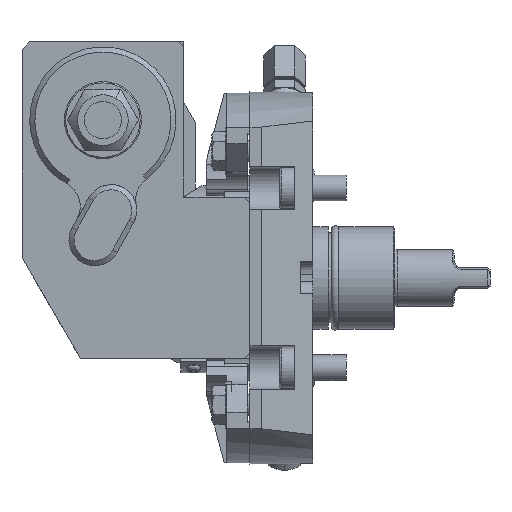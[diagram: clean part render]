
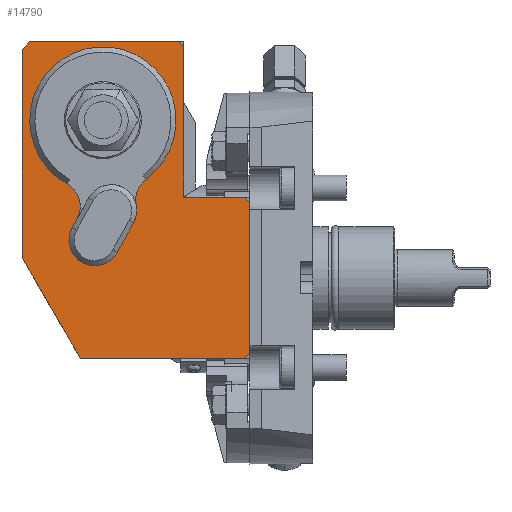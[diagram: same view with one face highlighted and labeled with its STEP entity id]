
A CAD part, front view. The second image highlights one B-rep face of the part: STEP entity #14790.
In plain terms, the highlighted planar face has unit normal (0, -1, 0).
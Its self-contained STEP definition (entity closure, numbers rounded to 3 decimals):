
#725=DIRECTION('',(-0.707,0.,-0.707));
#726=VECTOR('',#725,2.828);
#727=CARTESIAN_POINT('',(-24.5,-95.,-29.5));
#728=LINE('',#727,#726);
#961=DIRECTION('',(0.707,0.,-0.707));
#962=VECTOR('',#961,2.828);
#963=CARTESIAN_POINT('',(-26.5,-95.,31.5));
#964=LINE('',#963,#962);
#969=DIRECTION('',(-0.707,0.,-0.707));
#970=VECTOR('',#969,4.243);
#971=CARTESIAN_POINT('',(-110.216,-95.,91.943));
#972=LINE('',#971,#970);
#973=DIRECTION('',(-1.,0.,0.));
#974=VECTOR('',#973,58.);
#975=CARTESIAN_POINT('',(-52.216,-95.,91.943));
#976=LINE('',#975,#974);
#977=DIRECTION('',(0.,0.,1.));
#978=VECTOR('',#977,58.443);
#979=CARTESIAN_POINT('',(-50.216,-95.,31.5));
#980=LINE('',#979,#978);
#981=DIRECTION('',(-1.,0.,0.));
#982=VECTOR('',#981,23.716);
#983=CARTESIAN_POINT('',(-26.5,-95.,31.5));
#984=LINE('',#983,#982);
#985=DIRECTION('',(0.,0.,1.));
#986=VECTOR('',#985,59.);
#987=CARTESIAN_POINT('',(-24.5,-95.,-29.5));
#988=LINE('',#987,#986);
#989=DIRECTION('',(1.,0.,0.));
#990=VECTOR('',#989,63.911);
#991=CARTESIAN_POINT('',(-90.411,-95.,-31.5));
#992=LINE('',#991,#990);
#993=DIRECTION('',(0.5,0.,-0.866));
#994=VECTOR('',#993,45.611);
#995=CARTESIAN_POINT('',(-113.216,-95.,8.));
#996=LINE('',#995,#994);
#997=DIRECTION('',(0.,0.,-1.));
#998=VECTOR('',#997,80.943);
#999=CARTESIAN_POINT('',(-113.216,-95.,88.943));
#1000=LINE('',#999,#998);
#1001=CARTESIAN_POINT('',(-58.928,-95.,30.412));
#1002=DIRECTION('',(0.,-1.,0.));
#1003=DIRECTION('',(-0.592,0.,0.806));
#1004=AXIS2_PLACEMENT_3D('',#1001,#1002,#1003);
#1006=CARTESIAN_POINT('',(-100.521,-95.,27.848));
#1007=DIRECTION('',(0.,-1.,0.));
#1008=DIRECTION('',(0.874,0.,-0.485));
#1009=AXIS2_PLACEMENT_3D('',#1006,#1007,#1008);
#1011=DIRECTION('',(-0.485,0.,-0.874));
#1012=VECTOR('',#1011,3.909);
#1013=CARTESIAN_POINT('',(-91.776,-95.,22.997));
#1014=LINE('',#1013,#1012);
#1015=CARTESIAN_POINT('',(-84.927,-95.,14.728));
#1016=DIRECTION('',(0.,-1.,0.));
#1017=DIRECTION('',(-0.874,0.,0.485));
#1018=AXIS2_PLACEMENT_3D('',#1015,#1016,#1017);
#1020=DIRECTION('',(0.485,0.,0.874));
#1021=VECTOR('',#1020,13.245);
#1022=CARTESIAN_POINT('',(-76.182,-95.,9.878));
#1023=LINE('',#1022,#1021);
#1024=CARTESIAN_POINT('',(-78.503,-95.,26.31));
#1025=DIRECTION('',(0.,-1.,0.));
#1026=DIRECTION('',(0.874,0.,-0.485));
#1027=AXIS2_PLACEMENT_3D('',#1024,#1025,#1026);
#1033=DIRECTION('',(0.707,0.,-0.707));
#1034=VECTOR('',#1033,2.828);
#1035=CARTESIAN_POINT('',(-52.216,-95.,91.943));
#1036=LINE('',#1035,#1034);
#1156=CARTESIAN_POINT('',(-81.716,-95.,61.443));
#1157=DIRECTION('',(0.,1.,0.));
#1158=DIRECTION('',(-0.488,0.,-0.873));
#1159=AXIS2_PLACEMENT_3D('',#1156,#1157,#1158);
#13487=CARTESIAN_POINT('',(-113.216,-95.,8.));
#13488=CARTESIAN_POINT('',(-90.411,-95.,-31.5));
#13489=VERTEX_POINT('',#13487);
#13490=VERTEX_POINT('',#13488);
#13491=CARTESIAN_POINT('',(-93.672,-95.,19.579));
#13492=CARTESIAN_POINT('',(-76.182,-95.,9.878));
#13493=VERTEX_POINT('',#13491);
#13494=VERTEX_POINT('',#13492);
#13495=CARTESIAN_POINT('',(-69.758,-95.,21.46));
#13496=VERTEX_POINT('',#13495);
#13513=CARTESIAN_POINT('',(-24.5,-95.,-29.5));
#13514=CARTESIAN_POINT('',(-26.5,-95.,-31.5));
#13515=VERTEX_POINT('',#13513);
#13516=VERTEX_POINT('',#13514);
#13517=CARTESIAN_POINT('',(-26.5,-95.,31.5));
#13518=CARTESIAN_POINT('',(-24.5,-95.,29.5));
#13519=VERTEX_POINT('',#13517);
#13520=VERTEX_POINT('',#13518);
#13521=CARTESIAN_POINT('',(-52.216,-95.,91.943));
#13522=CARTESIAN_POINT('',(-50.216,-95.,89.943));
#13523=VERTEX_POINT('',#13521);
#13524=VERTEX_POINT('',#13522);
#13525=CARTESIAN_POINT('',(-50.216,-95.,31.5));
#13526=VERTEX_POINT('',#13525);
#13527=CARTESIAN_POINT('',(-64.847,-95.,38.472));
#13528=CARTESIAN_POINT('',(-68.715,-95.,28.361));
#13529=VERTEX_POINT('',#13527);
#13530=VERTEX_POINT('',#13528);
#13531=CARTESIAN_POINT('',(-91.776,-95.,22.997));
#13532=CARTESIAN_POINT('',(-95.636,-95.,36.574));
#13533=VERTEX_POINT('',#13531);
#13534=VERTEX_POINT('',#13532);
#13553=CARTESIAN_POINT('',(-110.216,-95.,91.943));
#13554=CARTESIAN_POINT('',(-113.216,-95.,88.943));
#13555=VERTEX_POINT('',#13553);
#13556=VERTEX_POINT('',#13554);
#14755=CARTESIAN_POINT('',(-31.,-95.,-24.5));
#14756=DIRECTION('',(0.,1.,0.));
#14757=DIRECTION('',(1.,0.,0.));
#14758=AXIS2_PLACEMENT_3D('',#14755,#14756,#14757);
#14759=PLANE('',#14758);
#14760=ORIENTED_EDGE('',*,*,#14629,.F.);
#14761=ORIENTED_EDGE('',*,*,#14646,.F.);
#14763=ORIENTED_EDGE('',*,*,#14762,.T.);
#14764=ORIENTED_EDGE('',*,*,#14683,.F.);
#14765=ORIENTED_EDGE('',*,*,#14699,.F.);
#14766=ORIENTED_EDGE('',*,*,#14749,.T.);
#14767=ORIENTED_EDGE('',*,*,#14444,.F.);
#14768=ORIENTED_EDGE('',*,*,#14509,.T.);
#14769=ORIENTED_EDGE('',*,*,#14522,.F.);
#14770=ORIENTED_EDGE('',*,*,#14539,.F.);
#14771=ORIENTED_EDGE('',*,*,#14560,.F.);
#14772=EDGE_LOOP('',(#14760,#14761,#14763,#14764,#14765,#14766,#14767,#14768,
#14769,#14770,#14771));
#14773=FACE_OUTER_BOUND('',#14772,.F.);
#14775=ORIENTED_EDGE('',*,*,#14774,.F.);
#14777=ORIENTED_EDGE('',*,*,#14776,.F.);
#14779=ORIENTED_EDGE('',*,*,#14778,.F.);
#14781=ORIENTED_EDGE('',*,*,#14780,.T.);
#14783=ORIENTED_EDGE('',*,*,#14782,.T.);
#14785=ORIENTED_EDGE('',*,*,#14784,.T.);
#14787=ORIENTED_EDGE('',*,*,#14786,.T.);
#14788=EDGE_LOOP('',(#14775,#14777,#14779,#14781,#14783,#14785,#14787));
#14789=FACE_BOUND('',#14788,.F.);
#14790=ADVANCED_FACE('',(#14773,#14789),#14759,.F.);
#1005=CIRCLE('',#1004,10.);
#1010=CIRCLE('',#1009,10.);
#1019=CIRCLE('',#1018,10.);
#1028=CIRCLE('',#1027,10.);
#1160=CIRCLE('',#1159,28.5);
#14444=EDGE_CURVE('',#13515,#13520,#988,.T.);
#14509=EDGE_CURVE('',#13515,#13516,#728,.T.);
#14522=EDGE_CURVE('',#13490,#13516,#992,.T.);
#14539=EDGE_CURVE('',#13489,#13490,#996,.T.);
#14560=EDGE_CURVE('',#13556,#13489,#1000,.T.);
#14629=EDGE_CURVE('',#13555,#13556,#972,.T.);
#14646=EDGE_CURVE('',#13523,#13555,#976,.T.);
#14683=EDGE_CURVE('',#13526,#13524,#980,.T.);
#14699=EDGE_CURVE('',#13519,#13526,#984,.T.);
#14749=EDGE_CURVE('',#13519,#13520,#964,.T.);
#14762=EDGE_CURVE('',#13523,#13524,#1036,.T.);
#14774=EDGE_CURVE('',#13529,#13530,#1005,.T.);
#14776=EDGE_CURVE('',#13534,#13529,#1160,.T.);
#14778=EDGE_CURVE('',#13533,#13534,#1010,.T.);
#14780=EDGE_CURVE('',#13533,#13493,#1014,.T.);
#14782=EDGE_CURVE('',#13493,#13494,#1019,.T.);
#14784=EDGE_CURVE('',#13494,#13496,#1023,.T.);
#14786=EDGE_CURVE('',#13496,#13530,#1028,.T.);
